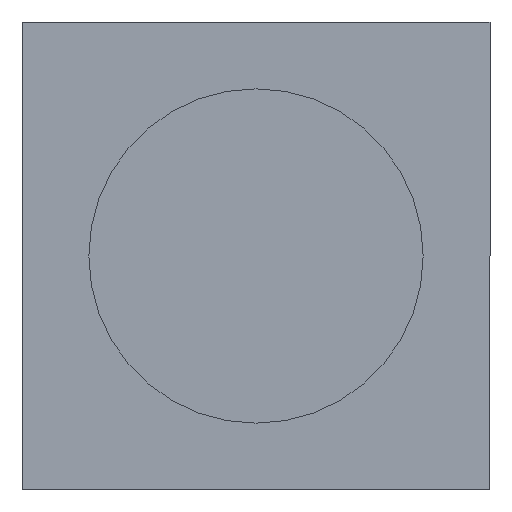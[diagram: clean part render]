
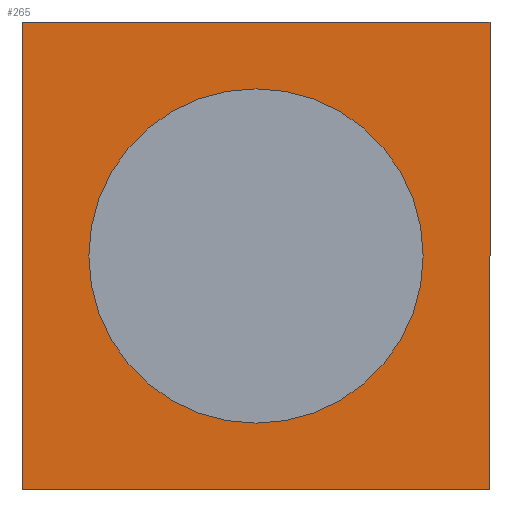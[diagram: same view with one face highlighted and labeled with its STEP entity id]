
A CAD part, front view. The second image highlights one B-rep face of the part: STEP entity #265.
In plain terms, the highlighted planar face has unit normal (0, -1, 0).
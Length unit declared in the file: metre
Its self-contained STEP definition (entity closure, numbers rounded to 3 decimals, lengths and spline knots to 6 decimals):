
#2 = ORIENTED_EDGE ( 'NONE', *, *, #186, .T. ) ;
#5 = DIRECTION ( 'NONE',  ( 0., -1., 0. ) ) ;
#7 = VECTOR ( 'NONE', #279, 1. ) ;
#14 = CARTESIAN_POINT ( 'NONE',  ( 0.07, -0.14, 0.07 ) ) ;
#15 = CARTESIAN_POINT ( 'NONE',  ( 0.07, -0.14, -0.07 ) ) ;
#21 = EDGE_LOOP ( 'NONE', ( #324, #255 ) ) ;
#26 = VERTEX_POINT ( 'NONE', #137 ) ;
#31 = DIRECTION ( 'NONE',  ( 0., -1., 0. ) ) ;
#34 = CARTESIAN_POINT ( 'NONE',  ( 0., -0.14, 0. ) ) ;
#38 = CARTESIAN_POINT ( 'NONE',  ( -0.07, -0.14, -0.07 ) ) ;
#55 = LINE ( 'NONE', #297, #7 ) ;
#59 = FACE_BOUND ( 'NONE', #21, .T. ) ;
#60 = DIRECTION ( 'NONE',  ( 0., -1., 0. ) ) ;
#64 = PLANE ( 'NONE',  #184 ) ;
#68 = DIRECTION ( 'NONE',  ( 0., 0., 1. ) ) ;
#77 = CIRCLE ( 'NONE', #345, 0.05 ) ;
#85 = ORIENTED_EDGE ( 'NONE', *, *, #209, .F. ) ;
#90 = DIRECTION ( 'NONE',  ( 0., 0., -1. ) ) ;
#105 = ORIENTED_EDGE ( 'NONE', *, *, #329, .F. ) ;
#107 = CARTESIAN_POINT ( 'NONE',  ( -0.07, -0.14, 0.07 ) ) ;
#126 = VECTOR ( 'NONE', #68, 1. ) ;
#136 = VERTEX_POINT ( 'NONE', #107 ) ;
#137 = CARTESIAN_POINT ( 'NONE',  ( -0.07, -0.14, -0.07 ) ) ;
#139 = ORIENTED_EDGE ( 'NONE', *, *, #153, .T. ) ;
#153 = EDGE_CURVE ( 'NONE', #26, #356, #55, .T. ) ;
#159 = LINE ( 'NONE', #175, #239 ) ;
#173 = CARTESIAN_POINT ( 'NONE',  ( 0., -0.14, 0. ) ) ;
#175 = CARTESIAN_POINT ( 'NONE',  ( 0.07, -0.14, -0.07 ) ) ;
#178 = EDGE_CURVE ( 'NONE', #259, #243, #227, .T. ) ;
#184 = AXIS2_PLACEMENT_3D ( 'NONE', #34, #31, #340 ) ;
#186 = EDGE_CURVE ( 'NONE', #356, #288, #159, .T. ) ;
#209 = EDGE_CURVE ( 'NONE', #136, #288, #350, .T. ) ;
#226 = CARTESIAN_POINT ( 'NONE',  ( -0.07, -0.14, 0.07 ) ) ;
#227 = CIRCLE ( 'NONE', #323, 0.05 ) ;
#229 = CARTESIAN_POINT ( 'NONE',  ( 0., -0.14, -0.05 ) ) ;
#239 = VECTOR ( 'NONE', #280, 1. ) ;
#241 = FACE_OUTER_BOUND ( 'NONE', #264, .T. ) ;
#243 = VERTEX_POINT ( 'NONE', #307 ) ;
#255 = ORIENTED_EDGE ( 'NONE', *, *, #260, .F. ) ;
#259 = VERTEX_POINT ( 'NONE', #229 ) ;
#260 = EDGE_CURVE ( 'NONE', #243, #259, #77, .T. ) ;
#264 = EDGE_LOOP ( 'NONE', ( #85, #105, #139, #2 ) ) ;
#265 = ADVANCED_FACE ( 'NONE', ( #59, #241 ), #64, .T. ) ;
#277 = CARTESIAN_POINT ( 'NONE',  ( 0., -0.14, 0. ) ) ;
#279 = DIRECTION ( 'NONE',  ( 1., 0., 0. ) ) ;
#280 = DIRECTION ( 'NONE',  ( 0., 0., 1. ) ) ;
#281 = DIRECTION ( 'NONE',  ( 1., 0., 0. ) ) ;
#288 = VERTEX_POINT ( 'NONE', #14 ) ;
#291 = VECTOR ( 'NONE', #281, 1. ) ;
#297 = CARTESIAN_POINT ( 'NONE',  ( -0.07, -0.14, -0.07 ) ) ;
#298 = LINE ( 'NONE', #38, #126 ) ;
#307 = CARTESIAN_POINT ( 'NONE',  ( 0., -0.14, 0.05 ) ) ;
#323 = AXIS2_PLACEMENT_3D ( 'NONE', #277, #5, #337 ) ;
#324 = ORIENTED_EDGE ( 'NONE', *, *, #178, .F. ) ;
#329 = EDGE_CURVE ( 'NONE', #26, #136, #298, .T. ) ;
#337 = DIRECTION ( 'NONE',  ( 0., 0., -1. ) ) ;
#340 = DIRECTION ( 'NONE',  ( 0., 0., -1. ) ) ;
#345 = AXIS2_PLACEMENT_3D ( 'NONE', #173, #60, #90 ) ;
#350 = LINE ( 'NONE', #226, #291 ) ;
#356 = VERTEX_POINT ( 'NONE', #15 ) ;
